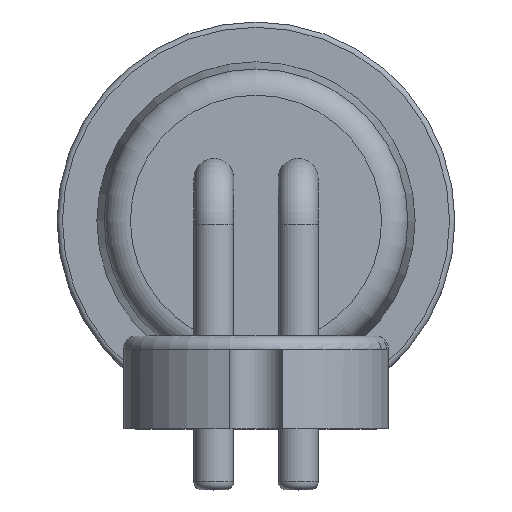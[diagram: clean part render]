
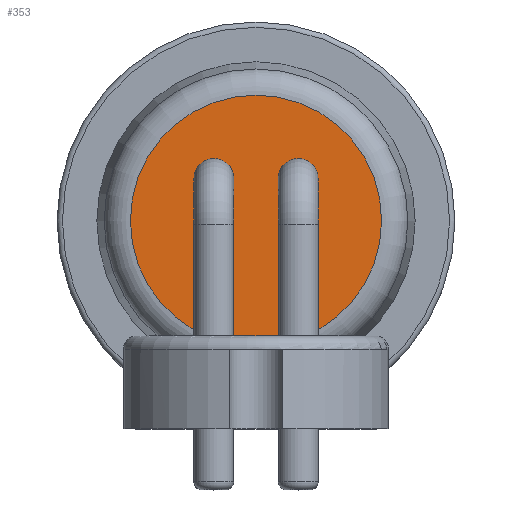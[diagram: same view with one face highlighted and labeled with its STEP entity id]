
A CAD part, top view. The second image highlights one B-rep face of the part: STEP entity #353.
In plain terms, the highlighted face is planar.
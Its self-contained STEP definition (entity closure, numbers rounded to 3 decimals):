
#121=PLANE('',#1596);
#149=FACE_BOUND('',#559,.T.);
#150=FACE_BOUND('',#560,.T.);
#151=FACE_BOUND('',#561,.T.);
#152=FACE_BOUND('',#562,.T.);
#153=FACE_BOUND('',#563,.T.);
#233=CIRCLE('',#1591,0.75);
#234=CIRCLE('',#1592,0.75);
#235=CIRCLE('',#1593,0.75);
#236=CIRCLE('',#1594,0.75);
#237=CIRCLE('',#1595,4.737);
#353=ADVANCED_FACE('',(#149,#150,#151,#152,#153),#121,.T.);
#559=EDGE_LOOP('',(#1030));
#560=EDGE_LOOP('',(#1031));
#561=EDGE_LOOP('',(#1032));
#562=EDGE_LOOP('',(#1033));
#563=EDGE_LOOP('',(#1034));
#1030=ORIENTED_EDGE('',*,*,#1406,.F.);
#1031=ORIENTED_EDGE('',*,*,#1407,.F.);
#1032=ORIENTED_EDGE('',*,*,#1408,.F.);
#1033=ORIENTED_EDGE('',*,*,#1409,.F.);
#1034=ORIENTED_EDGE('',*,*,#1410,.F.);
#1217=VERTEX_POINT('',#7134);
#1218=VERTEX_POINT('',#7136);
#1219=VERTEX_POINT('',#7138);
#1220=VERTEX_POINT('',#7140);
#1221=VERTEX_POINT('',#7142);
#1406=EDGE_CURVE('',#1217,#1217,#233,.T.);
#1407=EDGE_CURVE('',#1218,#1218,#234,.T.);
#1408=EDGE_CURVE('',#1219,#1219,#235,.T.);
#1409=EDGE_CURVE('',#1220,#1220,#236,.T.);
#1410=EDGE_CURVE('',#1221,#1221,#237,.T.);
#1591=AXIS2_PLACEMENT_3D('',#7133,#1824,#1825);
#1592=AXIS2_PLACEMENT_3D('',#7135,#1826,#1827);
#1593=AXIS2_PLACEMENT_3D('',#7137,#1828,#1829);
#1594=AXIS2_PLACEMENT_3D('',#7139,#1830,#1831);
#1595=AXIS2_PLACEMENT_3D('',#7141,#1832,#1833);
#1596=AXIS2_PLACEMENT_3D('',#7143,#1834,#1835);
#1824=DIRECTION('',(0.,1.,0.));
#1825=DIRECTION('',(0.,0.,1.));
#1826=DIRECTION('',(0.,1.,0.));
#1827=DIRECTION('',(0.,0.,1.));
#1828=DIRECTION('',(0.,1.,0.));
#1829=DIRECTION('',(0.,0.,1.));
#1830=DIRECTION('',(0.,1.,0.));
#1831=DIRECTION('',(0.,0.,1.));
#1832=DIRECTION('',(0.,-1.,0.));
#1833=DIRECTION('',(-1.,0.,0.));
#1834=DIRECTION('',(0.,1.,0.));
#1835=DIRECTION('',(1.,0.,0.));
#7133=CARTESIAN_POINT('',(242.08,194.34,59.141));
#7134=CARTESIAN_POINT('',(242.08,194.34,59.891));
#7135=CARTESIAN_POINT('',(242.08,194.34,55.959));
#7136=CARTESIAN_POINT('',(242.08,194.34,56.709));
#7137=CARTESIAN_POINT('',(245.262,194.34,59.141));
#7138=CARTESIAN_POINT('',(245.262,194.34,59.891));
#7139=CARTESIAN_POINT('',(245.262,194.34,55.959));
#7140=CARTESIAN_POINT('',(245.262,194.34,56.709));
#7141=CARTESIAN_POINT('',(243.671,194.34,57.55));
#7142=CARTESIAN_POINT('',(238.934,194.34,57.55));
#7143=CARTESIAN_POINT('',(243.671,194.34,52.813));
